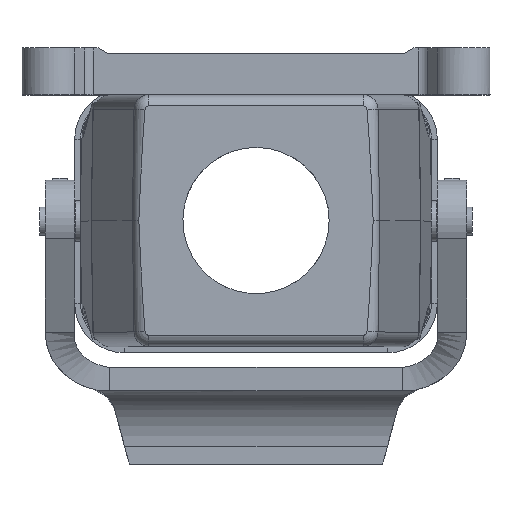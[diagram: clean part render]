
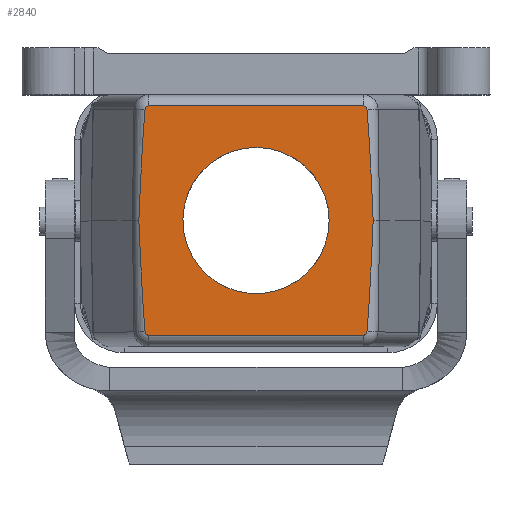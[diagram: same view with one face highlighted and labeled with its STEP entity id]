
A CAD part, top view. The second image highlights one B-rep face of the part: STEP entity #2840.
In plain terms, the highlighted planar face has unit normal (0, 0, 1).
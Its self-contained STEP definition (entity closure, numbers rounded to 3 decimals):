
#1912=FACE_BOUND('',#4123,.T.);
#1913=FACE_BOUND('',#4124,.T.);
#2051=CIRCLE('',#11037,0.579);
#2056=CIRCLE('',#11049,0.579);
#2060=CIRCLE('',#11054,0.579);
#2064=CIRCLE('',#11065,0.579);
#2149=CIRCLE('',#11363,12.5);
#2435=ELLIPSE('',#11042,143.262,2.5);
#2436=ELLIPSE('',#11047,143.262,2.5);
#2437=ELLIPSE('',#11057,143.262,2.5);
#2439=ELLIPSE('',#11062,143.262,2.5);
#2840=ADVANCED_FACE('',(#1912,#1913),#3248,.T.);
#3248=PLANE('',#11364);
#4123=EDGE_LOOP('',(#5697));
#4124=EDGE_LOOP('',(#5698,#5699,#5700,#5701,#5702,#5703,#5704,#5705,#5706,
#5707));
#5697=ORIENTED_EDGE('',*,*,#8473,.T.);
#5698=ORIENTED_EDGE('',*,*,#7927,.F.);
#5699=ORIENTED_EDGE('',*,*,#7933,.F.);
#5700=ORIENTED_EDGE('',*,*,#7939,.F.);
#5701=ORIENTED_EDGE('',*,*,#7945,.F.);
#5702=ORIENTED_EDGE('',*,*,#7950,.F.);
#5703=ORIENTED_EDGE('',*,*,#7947,.F.);
#5704=ORIENTED_EDGE('',*,*,#7941,.F.);
#5705=ORIENTED_EDGE('',*,*,#7935,.F.);
#5706=ORIENTED_EDGE('',*,*,#7929,.F.);
#5707=ORIENTED_EDGE('',*,*,#7923,.F.);
#7066=VERTEX_POINT('',#14611);
#7068=VERTEX_POINT('',#14614);
#7070=VERTEX_POINT('',#14620);
#7072=VERTEX_POINT('',#14626);
#7074=VERTEX_POINT('',#14632);
#7076=VERTEX_POINT('',#14638);
#7078=VERTEX_POINT('',#14644);
#7080=VERTEX_POINT('',#14650);
#7082=VERTEX_POINT('',#14656);
#7084=VERTEX_POINT('',#14662);
#7417=VERTEX_POINT('',#16866);
#7923=EDGE_CURVE('',#7066,#7068,#2051,.T.);
#7927=EDGE_CURVE('',#7070,#7066,#2435,.T.);
#7929=EDGE_CURVE('',#7068,#7072,#9138,.T.);
#7933=EDGE_CURVE('',#7074,#7070,#2436,.T.);
#7935=EDGE_CURVE('',#7072,#7076,#2056,.T.);
#7939=EDGE_CURVE('',#7078,#7074,#2060,.T.);
#7941=EDGE_CURVE('',#7076,#7080,#2437,.T.);
#7945=EDGE_CURVE('',#7082,#7078,#9142,.T.);
#7947=EDGE_CURVE('',#7080,#7084,#2439,.T.);
#7950=EDGE_CURVE('',#7084,#7082,#2064,.T.);
#8473=EDGE_CURVE('',#7417,#7417,#2149,.T.);
#9138=LINE('',#14625,#9949);
#9142=LINE('',#14658,#9953);
#9949=VECTOR('',#11947,1.);
#9953=VECTOR('',#11985,1.);
#11037=AXIS2_PLACEMENT_3D('',#14613,#11932,#11933);
#11042=AXIS2_PLACEMENT_3D('',#14622,#11942,#11943);
#11047=AXIS2_PLACEMENT_3D('',#14634,#11955,#11956);
#11049=AXIS2_PLACEMENT_3D('',#14637,#11960,#11961);
#11054=AXIS2_PLACEMENT_3D('',#14646,#11970,#11971);
#11057=AXIS2_PLACEMENT_3D('',#14649,#11976,#11977);
#11062=AXIS2_PLACEMENT_3D('',#14661,#11989,#11990);
#11065=AXIS2_PLACEMENT_3D('',#14667,#11996,#11997);
#11363=AXIS2_PLACEMENT_3D('',#16865,#12944,#12945);
#11364=AXIS2_PLACEMENT_3D('',#16867,#12946,#12947);
#11932=DIRECTION('',(0.,0.,-1.));
#11933=DIRECTION('',(1.,0.,0.));
#11942=DIRECTION('',(0.,0.,-1.));
#11943=DIRECTION('',(-0.015,-1.,0.));
#11947=DIRECTION('',(1.,0.,0.));
#11955=DIRECTION('',(0.,0.,-1.));
#11956=DIRECTION('',(0.015,-1.,0.));
#11960=DIRECTION('',(0.,0.,-1.));
#11961=DIRECTION('',(1.,0.,0.));
#11970=DIRECTION('',(0.,0.,-1.));
#11971=DIRECTION('',(1.,0.,0.));
#11976=DIRECTION('',(0.,0.,-1.));
#11977=DIRECTION('',(0.015,-1.,0.));
#11985=DIRECTION('',(-1.,0.,0.));
#11989=DIRECTION('',(0.,0.,-1.));
#11990=DIRECTION('',(-0.015,-1.,0.));
#11996=DIRECTION('',(0.,0.,-1.));
#11997=DIRECTION('',(1.,0.,0.));
#12944=DIRECTION('',(0.,0.,-1.));
#12945=DIRECTION('',(1.,0.,0.));
#12946=DIRECTION('',(0.,0.,1.));
#12947=DIRECTION('',(1.,0.,0.));
#14611=CARTESIAN_POINT('',(-18.971,19.051,62.45));
#14613=CARTESIAN_POINT('',(-18.394,19.,62.45));
#14614=CARTESIAN_POINT('',(-18.394,19.579,62.45));
#14620=CARTESIAN_POINT('',(-20.029,0.,62.45));
#14622=CARTESIAN_POINT('',(-20.434,-120.331,62.45));
#14625=CARTESIAN_POINT('',(-23.214,19.579,62.45));
#14626=CARTESIAN_POINT('',(18.394,19.579,62.45));
#14632=CARTESIAN_POINT('',(-18.971,-19.051,62.45));
#14634=CARTESIAN_POINT('',(-20.434,120.331,62.45));
#14637=CARTESIAN_POINT('',(18.394,19.,62.45));
#14638=CARTESIAN_POINT('',(18.971,19.051,62.45));
#14644=CARTESIAN_POINT('',(-18.394,-19.579,62.45));
#14646=CARTESIAN_POINT('',(-18.394,-19.,62.45));
#14649=CARTESIAN_POINT('',(20.434,-120.331,62.45));
#14650=CARTESIAN_POINT('',(20.029,0.,62.45));
#14656=CARTESIAN_POINT('',(18.394,-19.579,62.45));
#14658=CARTESIAN_POINT('',(-20.77,-19.579,62.45));
#14661=CARTESIAN_POINT('',(20.434,120.331,62.45));
#14662=CARTESIAN_POINT('',(18.971,-19.051,62.45));
#14667=CARTESIAN_POINT('',(18.394,-19.,62.45));
#16865=CARTESIAN_POINT('',(0.,0.,62.45));
#16866=CARTESIAN_POINT('',(12.5,0.,62.45));
#16867=CARTESIAN_POINT('',(50.,-30.,62.45));
